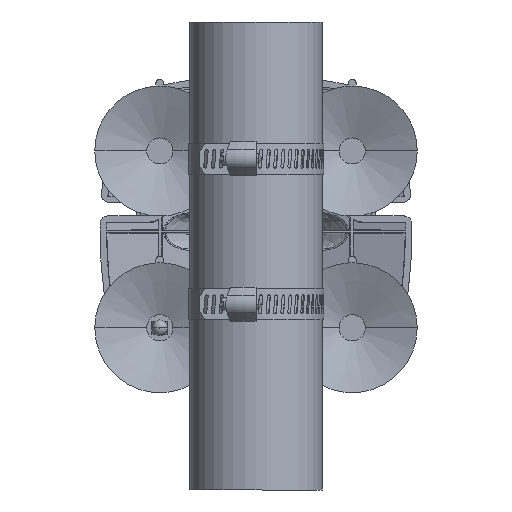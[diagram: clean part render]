
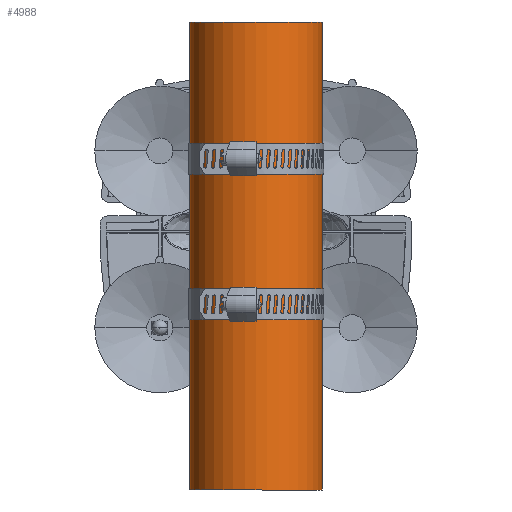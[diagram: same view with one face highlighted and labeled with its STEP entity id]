
A CAD part, front view. The second image highlights one B-rep face of the part: STEP entity #4988.
In plain terms, the highlighted cylindrical face has radius 25.4 mm (diameter 50.8 mm), a partial arc.
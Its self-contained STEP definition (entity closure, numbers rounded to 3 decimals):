
#1062 = DIRECTION ( 'NONE',  ( 0., 0., 1. ) ) ;
#3251 = CARTESIAN_POINT ( 'NONE',  ( 22.721, -102.928, 226.659 ) ) ;
#3467 = CIRCLE ( 'NONE', #73401, 25.4 ) ;
#4109 = CARTESIAN_POINT ( 'NONE',  ( 22.721, -102.928, 46.659 ) ) ;
#4988 = ADVANCED_FACE ( 'NONE', ( #29660 ), #40461, .T. ) ;
#7634 = AXIS2_PLACEMENT_3D ( 'NONE', #17214, #13723, #68058 ) ;
#8399 = VERTEX_POINT ( 'NONE', #36400 ) ;
#12517 = VERTEX_POINT ( 'NONE', #65453 ) ;
#12911 = CARTESIAN_POINT ( 'NONE',  ( -2.679, -102.928, 46.659 ) ) ;
#13723 = DIRECTION ( 'NONE',  ( 0., 0., -1. ) ) ;
#14713 = DIRECTION ( 'NONE',  ( 0., 0., 1. ) ) ;
#17126 = VECTOR ( 'NONE', #72020, 1000. ) ;
#17214 = CARTESIAN_POINT ( 'NONE',  ( -2.679, -102.928, 46.659 ) ) ;
#18535 = EDGE_CURVE ( 'NONE', #32783, #8399, #3467, .T. ) ;
#19970 = ORIENTED_EDGE ( 'NONE', *, *, #29224, .F. ) ;
#27097 = AXIS2_PLACEMENT_3D ( 'NONE', #12911, #1062, #57867 ) ;
#29224 = EDGE_CURVE ( 'NONE', #40299, #8399, #42629, .T. ) ;
#29660 = FACE_OUTER_BOUND ( 'NONE', #60504, .T. ) ;
#31542 = CARTESIAN_POINT ( 'NONE',  ( -28.079, -102.928, 46.659 ) ) ;
#32428 = EDGE_CURVE ( 'NONE', #12517, #40299, #39687, .T. ) ;
#32783 = VERTEX_POINT ( 'NONE', #3251 ) ;
#34009 = VECTOR ( 'NONE', #14713, 1000. ) ;
#36400 = CARTESIAN_POINT ( 'NONE',  ( -28.079, -102.928, 226.659 ) ) ;
#39687 = CIRCLE ( 'NONE', #7634, 25.4 ) ;
#40299 = VERTEX_POINT ( 'NONE', #31542 ) ;
#40461 = CYLINDRICAL_SURFACE ( 'NONE', #27097, 25.4 ) ;
#42629 = LINE ( 'NONE', #71144, #34009 ) ;
#53045 = ORIENTED_EDGE ( 'NONE', *, *, #18535, .T. ) ;
#54995 = LINE ( 'NONE', #4109, #17126 ) ;
#57867 = DIRECTION ( 'NONE',  ( -1., 0., 0. ) ) ;
#58387 = DIRECTION ( 'NONE',  ( 0., 0., -1. ) ) ;
#58737 = DIRECTION ( 'NONE',  ( 1., 0., 0. ) ) ;
#60504 = EDGE_LOOP ( 'NONE', ( #70713, #61683, #53045, #19970 ) ) ;
#61683 = ORIENTED_EDGE ( 'NONE', *, *, #66945, .T. ) ;
#65453 = CARTESIAN_POINT ( 'NONE',  ( 22.721, -102.928, 46.659 ) ) ;
#66945 = EDGE_CURVE ( 'NONE', #12517, #32783, #54995, .T. ) ;
#68058 = DIRECTION ( 'NONE',  ( 1., 0., 0. ) ) ;
#69813 = CARTESIAN_POINT ( 'NONE',  ( -2.679, -102.928, 226.659 ) ) ;
#70713 = ORIENTED_EDGE ( 'NONE', *, *, #32428, .F. ) ;
#71144 = CARTESIAN_POINT ( 'NONE',  ( -28.079, -102.928, 46.659 ) ) ;
#72020 = DIRECTION ( 'NONE',  ( 0., 0., 1. ) ) ;
#73401 = AXIS2_PLACEMENT_3D ( 'NONE', #69813, #58387, #58737 ) ;
